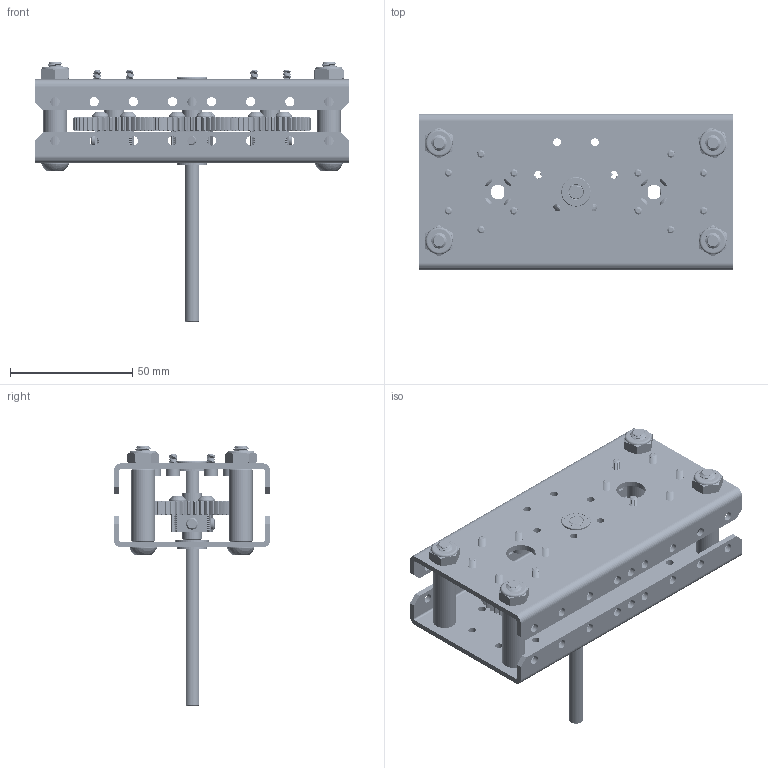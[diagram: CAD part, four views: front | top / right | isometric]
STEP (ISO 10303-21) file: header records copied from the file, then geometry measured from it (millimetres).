
FILE_DESCRIPTION (( 'STEP AP214' ), '1' );
FILE_NAME ('am-3448 PicoBox Duo.STEP', '2016-09-08T14:26:25', ( '' ), ( '' ), 'SwSTEP 2.0', 'SolidWorks 2014', '' );
FILE_SCHEMA (( 'AUTOMOTIVE_DESIGN' ));
Length unit declared in the file: inch
Products named in the file (12): am-3215 6mmD Double Boss Nub; 6mm x 12mm Flanged -Mcm 7804K142_7804K142; PicoBox Spacer; PicoBox Duo Plate; am-3448 PicoBox Duo; 10-32 x 0.25 Set Screw Cup Point; 6-32x0.500 BHCS with threads_98164A111; M3x0.5x6mm SHCS_91290A111; 14-20 NyLock thin - Mcm 90566A029_90566A029; 14-20 x 1.625 BHCS_92949A837; 40T 32DP 20PA With 6mm Bore Nub Gear; 6mm D-Shaft 100mm
Assembly tree (50 placements, depth 2):
  am-3448 PicoBox Duo
    PicoBox Duo Plate  x2
    PicoBox Spacer  x4
    6mm x 12mm Flanged -Mcm 7804K142_7804K142  x2
    am-3215 6mmD Double Boss Nub  x3
    6mm D-Shaft 100mm
    40T 32DP 20PA With 6mm Bore Nub Gear  x3
    14-20 x 1.625 BHCS_92949A837  x4
    14-20 NyLock thin - Mcm 90566A029_90566A029  x4
    M3x0.5x6mm SHCS_91290A111  x12
    6-32x0.500 BHCS with threads_98164A111  x12
    10-32 x 0.25 Set Screw Cup Point  x3
Bounding box: 128 x 64 x 106.09 mm (x, y, z)
Volume: 78680.6 mm3; surface area: 83034.6 mm2
Topology: 84 solids, 84 shells, 3835 faces, 10217 edges, 6577 vertices
Faces by surface type: cylinder 2309, cone 812, plane 526, sphere 80, bspline 72, torus 36
Entity records: 38881 total; most frequent: CARTESIAN_POINT 16085, ORIENTED_EDGE 4626, DIRECTION 4590, EDGE_CURVE 2313, AXIS2_PLACEMENT_3D 1911, VERTEX_POINT 1503, EDGE_LOOP 1006, CIRCLE 988
